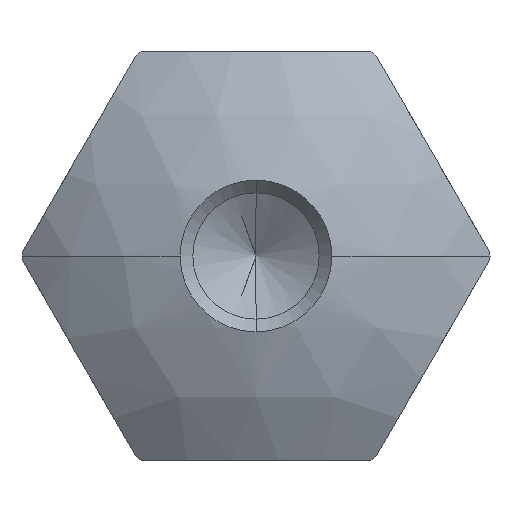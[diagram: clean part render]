
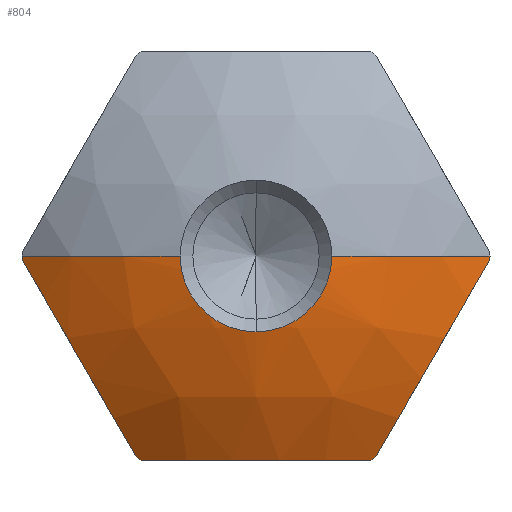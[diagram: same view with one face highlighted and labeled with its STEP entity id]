
A CAD part, front view. The second image highlights one B-rep face of the part: STEP entity #804.
In plain terms, the highlighted spherical face has radius 20 mm.
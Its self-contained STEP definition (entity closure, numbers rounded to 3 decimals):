
#11 = ORIENTED_EDGE ( 'NONE', *, *, #652, .T. ) ;
#15 = EDGE_CURVE ( 'NONE', #1167, #531, #690, .T. ) ;
#28 = AXIS2_PLACEMENT_3D ( 'NONE', #167, #872, #256 ) ;
#37 = AXIS2_PLACEMENT_3D ( 'NONE', #665, #51, #762 ) ;
#44 = DIRECTION ( 'NONE',  ( 0., 0., -1. ) ) ;
#49 = ORIENTED_EDGE ( 'NONE', *, *, #350, .F. ) ;
#51 = DIRECTION ( 'NONE',  ( 0., -1., 0. ) ) ;
#52 = DIRECTION ( 'NONE',  ( -0.5, 0., -0.866 ) ) ;
#66 = AXIS2_PLACEMENT_3D ( 'NONE', #936, #312, #1025 ) ;
#88 = CARTESIAN_POINT ( 'NONE',  ( -6.454, -12.936, -10.822 ) ) ;
#93 = CARTESIAN_POINT ( 'NONE',  ( 0., -12.936, 0. ) ) ;
#99 = CIRCLE ( 'NONE', #131, 4.083 ) ;
#107 = VERTEX_POINT ( 'NONE', #1280 ) ;
#109 = CARTESIAN_POINT ( 'NONE',  ( 0., 2.596, 0. ) ) ;
#115 = CIRCLE ( 'NONE', #37, 12.6 ) ;
#124 = ORIENTED_EDGE ( 'NONE', *, *, #334, .F. ) ;
#131 = AXIS2_PLACEMENT_3D ( 'NONE', #1208, #601, #1297 ) ;
#139 = VERTEX_POINT ( 'NONE', #896 ) ;
#162 = VERTEX_POINT ( 'NONE', #183 ) ;
#167 = CARTESIAN_POINT ( 'NONE',  ( 0., -12.936, 0. ) ) ;
#183 = CARTESIAN_POINT ( 'NONE',  ( -12.6, -12.936, 0. ) ) ;
#188 = DIRECTION ( 'NONE',  ( 0., 0., -1. ) ) ;
#205 = DIRECTION ( 'NONE',  ( -1., 0., 0. ) ) ;
#218 = EDGE_CURVE ( 'NONE', #659, #1041, #243, .T. ) ;
#219 = CARTESIAN_POINT ( 'NONE',  ( -4.083, -16.983, 0. ) ) ;
#221 = CIRCLE ( 'NONE', #419, 16.703 ) ;
#243 = CIRCLE ( 'NONE', #1179, 20. ) ;
#256 = DIRECTION ( 'NONE',  ( 0., 0., -1. ) ) ;
#283 = CARTESIAN_POINT ( 'NONE',  ( 0., -16.983, 0. ) ) ;
#291 = ORIENTED_EDGE ( 'NONE', *, *, #298, .F. ) ;
#298 = EDGE_CURVE ( 'NONE', #162, #318, #1001, .T. ) ;
#312 = DIRECTION ( 'NONE',  ( 0., 0., 1. ) ) ;
#318 = VERTEX_POINT ( 'NONE', #219 ) ;
#329 = ORIENTED_EDGE ( 'NONE', *, *, #1253, .T. ) ;
#334 = EDGE_CURVE ( 'NONE', #980, #531, #221, .T. ) ;
#350 = EDGE_CURVE ( 'NONE', #139, #107, #715, .T. ) ;
#379 = ORIENTED_EDGE ( 'NONE', *, *, #553, .T. ) ;
#392 = DIRECTION ( 'NONE',  ( 0., 0., 1. ) ) ;
#394 = CIRCLE ( 'NONE', #1227, 12.6 ) ;
#419 = AXIS2_PLACEMENT_3D ( 'NONE', #1145, #44, #760 ) ;
#439 = CARTESIAN_POINT ( 'NONE',  ( -9.526, 2.596, -5.5 ) ) ;
#450 = CARTESIAN_POINT ( 'NONE',  ( 0., -12.936, 0. ) ) ;
#524 = SPHERICAL_SURFACE ( 'NONE', #930, 20. ) ;
#531 = VERTEX_POINT ( 'NONE', #1285 ) ;
#539 = AXIS2_PLACEMENT_3D ( 'NONE', #283, #999, #392 ) ;
#542 = DIRECTION ( 'NONE',  ( -0.5, 0., 0.866 ) ) ;
#552 = DIRECTION ( 'NONE',  ( 0., 0., -1. ) ) ;
#553 = EDGE_CURVE ( 'NONE', #1041, #874, #1058, .T. ) ;
#579 = CARTESIAN_POINT ( 'NONE',  ( -12.599, -12.936, -0.178 ) ) ;
#598 = CARTESIAN_POINT ( 'NONE',  ( 0., -16.983, -4.083 ) ) ;
#601 = DIRECTION ( 'NONE',  ( 0., 1., 0. ) ) ;
#626 = EDGE_CURVE ( 'NONE', #980, #107, #1178, .T. ) ;
#639 = AXIS2_PLACEMENT_3D ( 'NONE', #1258, #666, #52 ) ;
#646 = CARTESIAN_POINT ( 'NONE',  ( 6.145, -12.936, -11. ) ) ;
#652 = EDGE_CURVE ( 'NONE', #162, #779, #115, .T. ) ;
#659 = VERTEX_POINT ( 'NONE', #1164 ) ;
#665 = CARTESIAN_POINT ( 'NONE',  ( 0., -12.936, 0. ) ) ;
#666 = DIRECTION ( 'NONE',  ( 0.866, 0., -0.5 ) ) ;
#684 = ORIENTED_EDGE ( 'NONE', *, *, #218, .T. ) ;
#690 = CIRCLE ( 'NONE', #28, 12.6 ) ;
#692 = DIRECTION ( 'NONE',  ( -1., 0., 0. ) ) ;
#715 = CIRCLE ( 'NONE', #639, 16.703 ) ;
#737 = ORIENTED_EDGE ( 'NONE', *, *, #1187, .T. ) ;
#740 = ORIENTED_EDGE ( 'NONE', *, *, #626, .T. ) ;
#749 = EDGE_LOOP ( 'NONE', ( #737, #684, #379, #329, #291, #11, #878, #1239, #124, #740, #49 ) ) ;
#760 = DIRECTION ( 'NONE',  ( -1., 0., 0. ) ) ;
#761 = AXIS2_PLACEMENT_3D ( 'NONE', #439, #1144, #542 ) ;
#762 = DIRECTION ( 'NONE',  ( 0., 0., -1. ) ) ;
#779 = VERTEX_POINT ( 'NONE', #579 ) ;
#802 = DIRECTION ( 'NONE',  ( 0., -1., 0. ) ) ;
#804 = ADVANCED_FACE ( 'NONE', ( #1023 ), #524, .T. ) ;
#819 = DIRECTION ( 'NONE',  ( 0., 0., -1. ) ) ;
#872 = DIRECTION ( 'NONE',  ( 0., -1., 0. ) ) ;
#874 = VERTEX_POINT ( 'NONE', #598 ) ;
#878 = ORIENTED_EDGE ( 'NONE', *, *, #979, .F. ) ;
#883 = CARTESIAN_POINT ( 'NONE',  ( 0., 2.596, 0. ) ) ;
#896 = CARTESIAN_POINT ( 'NONE',  ( 12.599, -12.936, -0.178 ) ) ;
#930 = AXIS2_PLACEMENT_3D ( 'NONE', #883, #1281, #692 ) ;
#936 = CARTESIAN_POINT ( 'NONE',  ( 0., 2.596, 0. ) ) ;
#979 = EDGE_CURVE ( 'NONE', #1167, #779, #1229, .T. ) ;
#980 = VERTEX_POINT ( 'NONE', #646 ) ;
#999 = DIRECTION ( 'NONE',  ( 0., 1., 0. ) ) ;
#1001 = CIRCLE ( 'NONE', #66, 20. ) ;
#1015 = AXIS2_PLACEMENT_3D ( 'NONE', #450, #1155, #552 ) ;
#1023 = FACE_OUTER_BOUND ( 'NONE', #749, .T. ) ;
#1025 = DIRECTION ( 'NONE',  ( 1., 0., 0. ) ) ;
#1041 = VERTEX_POINT ( 'NONE', #1044 ) ;
#1044 = CARTESIAN_POINT ( 'NONE',  ( 4.083, -16.983, 0. ) ) ;
#1058 = CIRCLE ( 'NONE', #539, 4.083 ) ;
#1144 = DIRECTION ( 'NONE',  ( -0.866, 0., -0.5 ) ) ;
#1145 = CARTESIAN_POINT ( 'NONE',  ( 0., 2.596, -11. ) ) ;
#1155 = DIRECTION ( 'NONE',  ( 0., -1., 0. ) ) ;
#1164 = CARTESIAN_POINT ( 'NONE',  ( 12.6, -12.936, 0. ) ) ;
#1167 = VERTEX_POINT ( 'NONE', #88 ) ;
#1178 = CIRCLE ( 'NONE', #1015, 12.6 ) ;
#1179 = AXIS2_PLACEMENT_3D ( 'NONE', #109, #819, #205 ) ;
#1187 = EDGE_CURVE ( 'NONE', #139, #659, #394, .T. ) ;
#1208 = CARTESIAN_POINT ( 'NONE',  ( 0., -16.983, 0. ) ) ;
#1227 = AXIS2_PLACEMENT_3D ( 'NONE', #93, #802, #188 ) ;
#1229 = CIRCLE ( 'NONE', #761, 16.703 ) ;
#1239 = ORIENTED_EDGE ( 'NONE', *, *, #15, .T. ) ;
#1253 = EDGE_CURVE ( 'NONE', #874, #318, #99, .T. ) ;
#1258 = CARTESIAN_POINT ( 'NONE',  ( 9.526, 2.596, -5.5 ) ) ;
#1280 = CARTESIAN_POINT ( 'NONE',  ( 6.454, -12.936, -10.822 ) ) ;
#1281 = DIRECTION ( 'NONE',  ( 0., 0., -1. ) ) ;
#1285 = CARTESIAN_POINT ( 'NONE',  ( -6.145, -12.936, -11. ) ) ;
#1297 = DIRECTION ( 'NONE',  ( 0., 0., 1. ) ) ;
